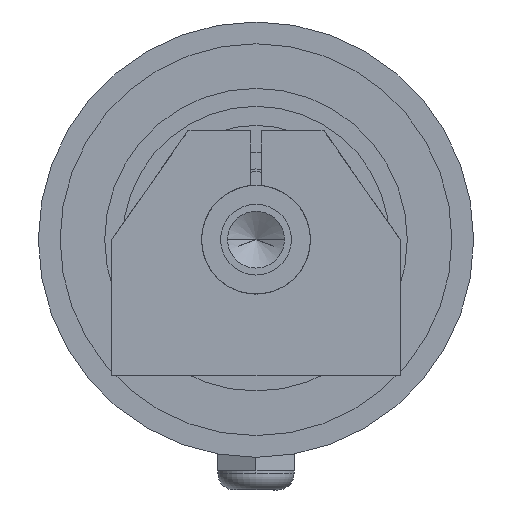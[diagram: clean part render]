
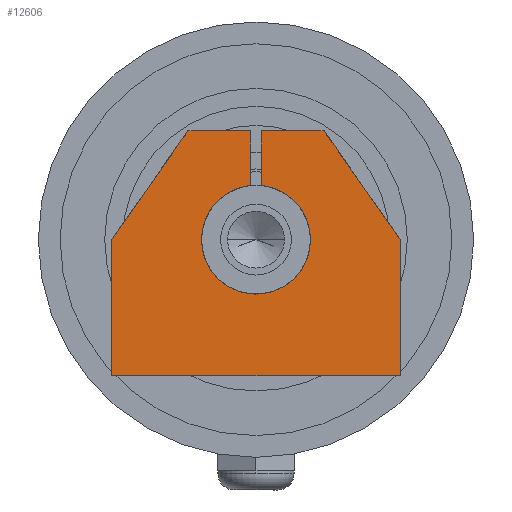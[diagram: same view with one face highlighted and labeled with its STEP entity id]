
A CAD part, left-side view. The second image highlights one B-rep face of the part: STEP entity #12606.
In plain terms, the highlighted face is planar.
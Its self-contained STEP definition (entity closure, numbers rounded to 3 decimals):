
#12122=CARTESIAN_POINT('',(-76.457,-91.639,-0.5));
#12123=VERTEX_POINT('',#12122);
#12132=CARTESIAN_POINT('',(-76.457,-81.589,-0.5));
#12133=VERTEX_POINT('',#12132);
#12134=CARTESIAN_POINT('',(-76.457,-81.589,-0.5));
#12135=DIRECTION('',(0.0,-1.0,0.0));
#12136=VECTOR('',#12135,10.05);
#12137=LINE('',#12134,#12136);
#12138=EDGE_CURVE('',#12133,#12123,#12137,.T.);
#12172=CARTESIAN_POINT('',(-74.457,-81.589,-0.5));
#12173=VERTEX_POINT('',#12172);
#12180=CARTESIAN_POINT('',(-74.457,-91.639,-0.5));
#12181=VERTEX_POINT('',#12180);
#12182=CARTESIAN_POINT('',(-74.457,-91.639,-0.5));
#12183=DIRECTION('',(0.0,1.0,0.0));
#12184=VECTOR('',#12183,10.05);
#12185=LINE('',#12182,#12184);
#12186=EDGE_CURVE('',#12181,#12173,#12185,.T.);
#12203=CARTESIAN_POINT('',(-75.457,-101.589,-0.5));
#12204=DIRECTION('',(0.0,0.0,-1.0));
#12205=DIRECTION('',(1.0,0.0,0.0));
#12206=AXIS2_PLACEMENT_3D('',#12203,#12204,#12205);
#12207=CIRCLE('',#12206,10.0);
#12208=EDGE_CURVE('',#12181,#12123,#12207,.T.);
#12227=CARTESIAN_POINT('',(-87.957,-81.589,-0.5));
#12228=VERTEX_POINT('',#12227);
#12229=CARTESIAN_POINT('',(-87.957,-81.589,-0.5));
#12230=DIRECTION('',(1.0,0.0,0.0));
#12231=VECTOR('',#12230,11.5);
#12232=LINE('',#12229,#12231);
#12233=EDGE_CURVE('',#12228,#12133,#12232,.T.);
#12267=CARTESIAN_POINT('',(-48.957,-101.583,-0.5));
#12268=VERTEX_POINT('',#12267);
#12275=CARTESIAN_POINT('',(-62.957,-81.589,-0.5));
#12276=VERTEX_POINT('',#12275);
#12277=CARTESIAN_POINT('',(-48.957,-101.583,-0.5));
#12278=DIRECTION('',(-0.574,0.819,0.0));
#12279=VECTOR('',#12278,24.408);
#12280=LINE('',#12277,#12279);
#12281=EDGE_CURVE('',#12268,#12276,#12280,.T.);
#12317=CARTESIAN_POINT('',(-48.957,-126.589,-0.5));
#12318=VERTEX_POINT('',#12317);
#12325=CARTESIAN_POINT('',(-48.957,-101.583,-0.5));
#12326=DIRECTION('',(0.0,-1.0,0.0));
#12327=VECTOR('',#12326,25.006);
#12328=LINE('',#12325,#12327);
#12329=EDGE_CURVE('',#12268,#12318,#12328,.T.);
#12401=CARTESIAN_POINT('',(-101.957,-101.583,-0.5));
#12402=VERTEX_POINT('',#12401);
#12403=CARTESIAN_POINT('',(-87.957,-81.589,-0.5));
#12404=DIRECTION('',(-0.574,-0.819,0.0));
#12405=VECTOR('',#12404,24.408);
#12406=LINE('',#12403,#12405);
#12407=EDGE_CURVE('',#12228,#12402,#12406,.T.);
#12435=CARTESIAN_POINT('',(-101.957,-126.589,-0.5));
#12436=VERTEX_POINT('',#12435);
#12437=CARTESIAN_POINT('',(-101.957,-126.589,-0.5));
#12438=DIRECTION('',(0.0,1.0,0.0));
#12439=VECTOR('',#12438,25.006);
#12440=LINE('',#12437,#12439);
#12441=EDGE_CURVE('',#12436,#12402,#12440,.T.);
#12555=CARTESIAN_POINT('',(-74.457,-81.589,-0.5));
#12556=DIRECTION('',(1.0,0.0,0.0));
#12557=VECTOR('',#12556,11.5);
#12558=LINE('',#12555,#12557);
#12559=EDGE_CURVE('',#12173,#12276,#12558,.T.);
#12571=CARTESIAN_POINT('',(-48.957,-126.589,-0.5));
#12572=DIRECTION('',(-1.0,0.0,0.0));
#12573=VECTOR('',#12572,53.0);
#12574=LINE('',#12571,#12573);
#12575=EDGE_CURVE('',#12318,#12436,#12574,.T.);
#12589=CARTESIAN_POINT('',(-75.457,-104.089,-0.5));
#12590=DIRECTION('',(0.0,0.0,1.0));
#12591=DIRECTION('',(1.0,0.0,0.0));
#12592=AXIS2_PLACEMENT_3D('',#12589,#12590,#12591);
#12593=PLANE('',#12592);
#12594=ORIENTED_EDGE('',*,*,#12138,.T.);
#12595=ORIENTED_EDGE('',*,*,#12208,.F.);
#12596=ORIENTED_EDGE('',*,*,#12186,.T.);
#12597=ORIENTED_EDGE('',*,*,#12559,.T.);
#12598=ORIENTED_EDGE('',*,*,#12281,.F.);
#12599=ORIENTED_EDGE('',*,*,#12329,.T.);
#12600=ORIENTED_EDGE('',*,*,#12575,.T.);
#12601=ORIENTED_EDGE('',*,*,#12441,.T.);
#12602=ORIENTED_EDGE('',*,*,#12407,.F.);
#12603=ORIENTED_EDGE('',*,*,#12233,.T.);
#12604=EDGE_LOOP('',(#12594,#12595,#12596,#12597,#12598,#12599,#12600,#12601,#12602,#12603));
#12605=FACE_OUTER_BOUND('',#12604,.T.);
#12606=ADVANCED_FACE('',(#12605),#12593,.F.);
